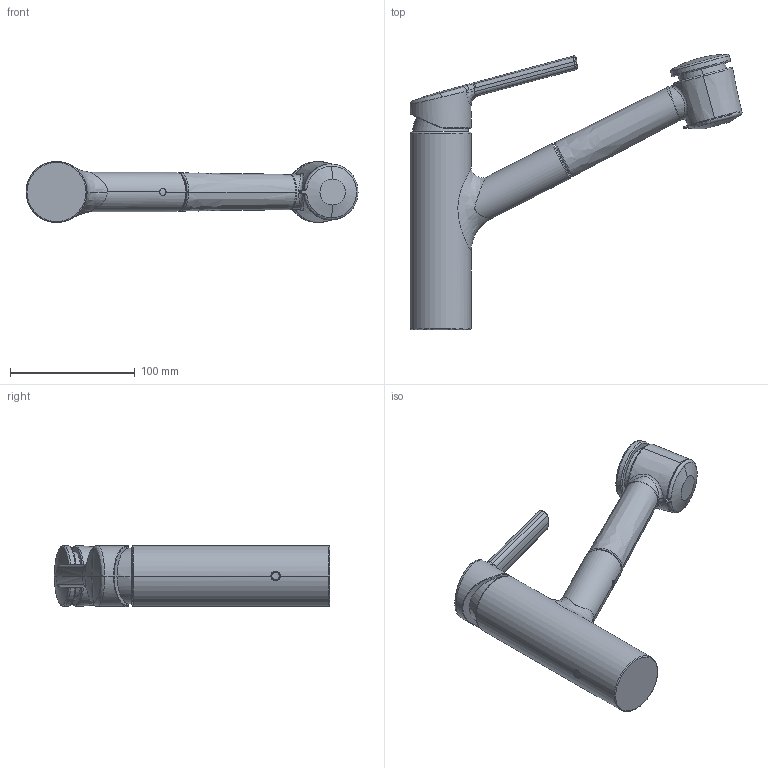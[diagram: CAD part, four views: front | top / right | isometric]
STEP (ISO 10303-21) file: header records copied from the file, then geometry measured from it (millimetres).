
FILE_DESCRIPTION(('STEP AP214'),'1');
FILE_NAME('KWC Luna E2.STP','2026-01-12T10:24:57',(' '),(' '),'Spatial InterOp 3D',' ',' ');
FILE_SCHEMA(('AUTOMOTIVE_DESIGN { 1 0 10303 214 1 1 1 1 }'));
Length unit declared in the file: millimetre
Products named in the file (4): ASSEM1; KWC Luna E2
Assembly tree (3 placements, depth 3):
  KWC Luna E2
    (unnamed)
      ASSEM1
      (unnamed)
Bounding box: 266.48 x 220.91 x 49 mm (x, y, z)
Volume: 598884 mm3; surface area: 69833.2 mm2
Topology: 2 solids, 2 shells, 155 faces, 343 edges, 198 vertices
Faces by surface type: bspline 72, cylinder 34, plane 19, torus 14, cone 12, sphere 4
Entity records: 9159 total; most frequent: CARTESIAN_POINT 6138, ORIENTED_EDGE 682, DIRECTION 510, EDGE_CURVE 341, AXIS2_PLACEMENT_3D 224, VERTEX_POINT 198, EDGE_LOOP 163, ADVANCED_FACE 155
